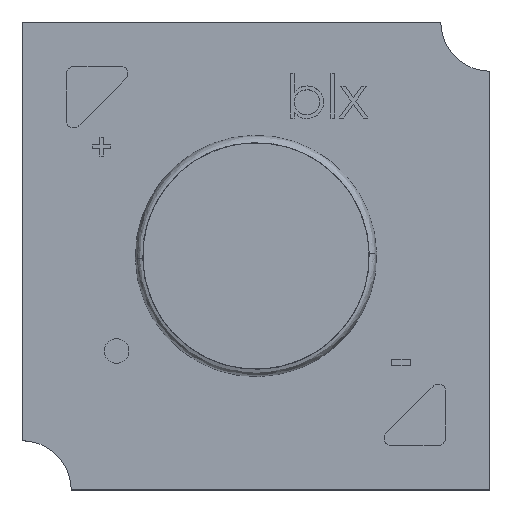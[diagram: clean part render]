
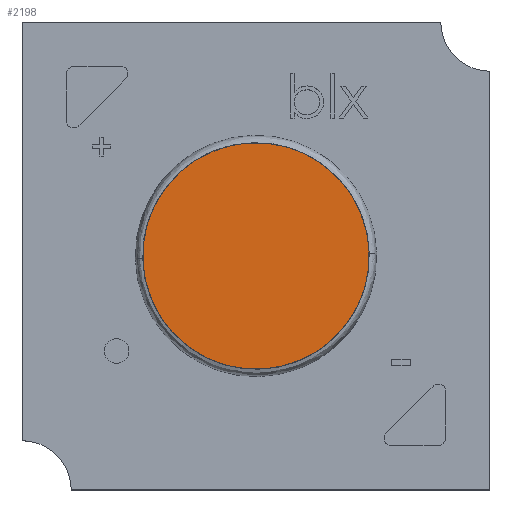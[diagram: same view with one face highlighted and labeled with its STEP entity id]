
A CAD part, top view. The second image highlights one B-rep face of the part: STEP entity #2198.
In plain terms, the highlighted planar face has unit normal (0, 0, 1).
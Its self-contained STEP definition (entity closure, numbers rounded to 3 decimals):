
#674 = CARTESIAN_POINT ( 'NONE',  ( 41.791, 29.347, -40.82 ) ) ;
#1054 = PLANE ( 'NONE',  #2579 ) ;
#1277 = EDGE_LOOP ( 'NONE', ( #2352, #5482 ) ) ;
#1294 = CIRCLE ( 'NONE', #4091, 4.6 ) ;
#1673 = AXIS2_PLACEMENT_3D ( 'NONE', #1898, #5254, #3558 ) ;
#1890 = VERTEX_POINT ( 'NONE', #2453 ) ;
#1898 = CARTESIAN_POINT ( 'NONE',  ( 41.791, 29.347, -40.82 ) ) ;
#1927 = DIRECTION ( 'NONE',  ( 0., 0., 1. ) ) ;
#2198 = ADVANCED_FACE ( 'NONE', ( #2306 ), #1054, .T. ) ;
#2306 = FACE_OUTER_BOUND ( 'NONE', #1277, .T. ) ;
#2352 = ORIENTED_EDGE ( 'NONE', *, *, #3169, .F. ) ;
#2408 = EDGE_CURVE ( 'NONE', #4837, #1890, #1294, .T. ) ;
#2453 = CARTESIAN_POINT ( 'NONE',  ( 38.015, 31.975, -40.82 ) ) ;
#2507 = DIRECTION ( 'NONE',  ( 0., 0., -1. ) ) ;
#2579 = AXIS2_PLACEMENT_3D ( 'NONE', #674, #1927, #3656 ) ;
#3169 = EDGE_CURVE ( 'NONE', #1890, #4837, #5094, .T. ) ;
#3382 = DIRECTION ( 'NONE',  ( -0.821, 0.571, 0. ) ) ;
#3558 = DIRECTION ( 'NONE',  ( -0.821, 0.571, 0. ) ) ;
#3656 = DIRECTION ( 'NONE',  ( 0.821, -0.571, 0. ) ) ;
#3844 = CARTESIAN_POINT ( 'NONE',  ( 41.791, 29.347, -40.82 ) ) ;
#4091 = AXIS2_PLACEMENT_3D ( 'NONE', #3844, #2507, #3382 ) ;
#4837 = VERTEX_POINT ( 'NONE', #5118 ) ;
#5094 = CIRCLE ( 'NONE', #1673, 4.6 ) ;
#5118 = CARTESIAN_POINT ( 'NONE',  ( 45.566, 26.719, -40.82 ) ) ;
#5254 = DIRECTION ( 'NONE',  ( 0., 0., -1. ) ) ;
#5482 = ORIENTED_EDGE ( 'NONE', *, *, #2408, .F. ) ;
